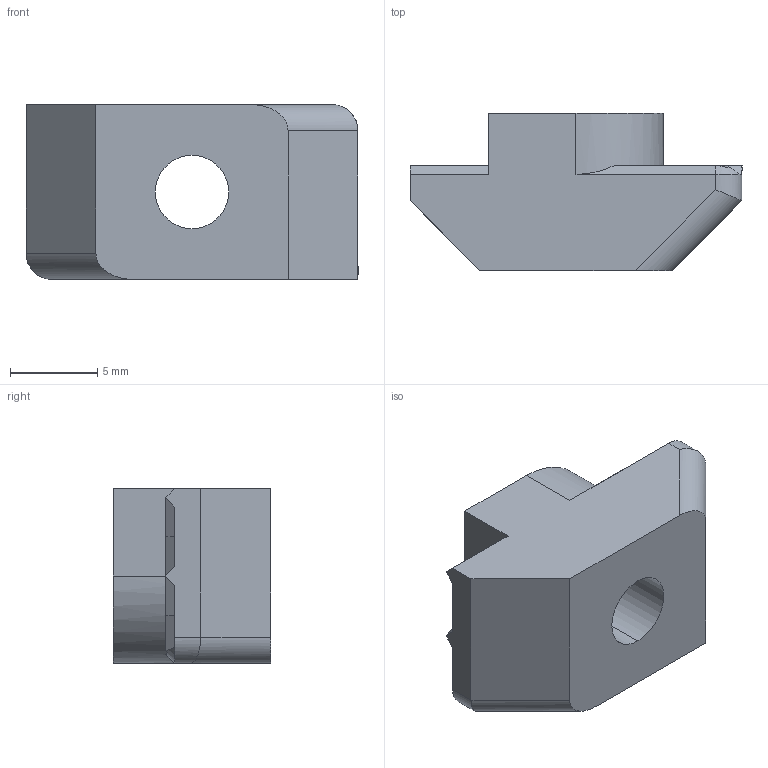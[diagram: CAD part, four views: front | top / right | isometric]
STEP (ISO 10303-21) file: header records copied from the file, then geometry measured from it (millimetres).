
FILE_DESCRIPTION (( 'STEP AP203' ), '1' );
FILE_NAME ('2.21.10.M5.STEP', '2014-06-24T02:25:37', ( 'USER' ), ( 'Microsoft' ), 'SwSTEP 2.0', 'SolidWorks 2012', '' );
FILE_SCHEMA (( 'CONFIG_CONTROL_DESIGN' ));
Length unit declared in the file: millimetre
Products named in the file (1): 2.21.10.M5
Bounding box: 19 x 9 x 10 mm (x, y, z)
Volume: 1080.3 mm3; surface area: 846 mm2
Topology: 1 solids, 1 shells, 54 faces, 134 edges, 82 vertices
Faces by surface type: plane 44, cylinder 8, cone 2
Entity records: 1645 total; most frequent: CARTESIAN_POINT 327, ORIENTED_EDGE 268, DIRECTION 240, EDGE_CURVE 134, VECTOR 102, LINE 102, VERTEX_POINT 82, AXIS2_PLACEMENT_3D 69
